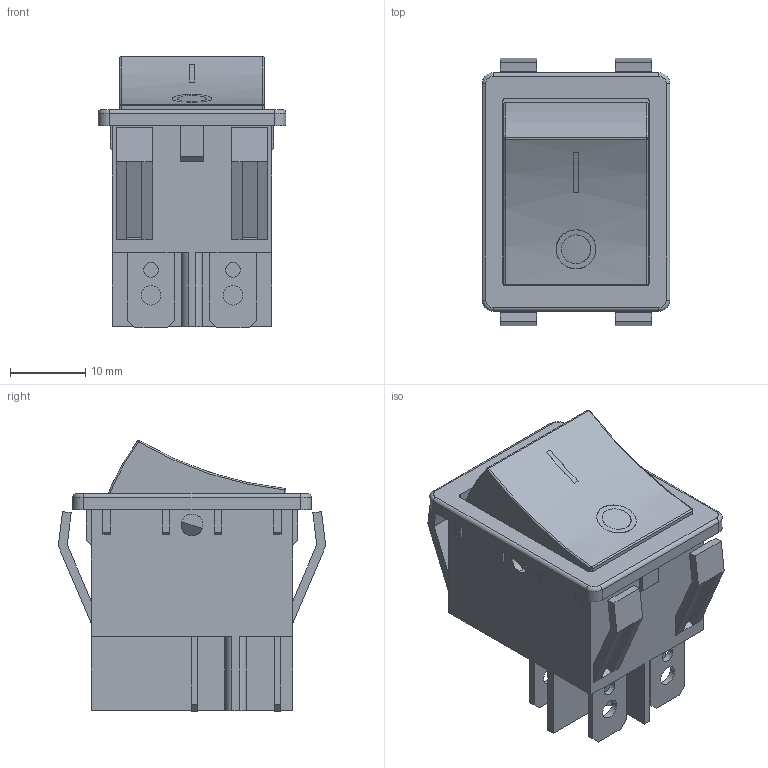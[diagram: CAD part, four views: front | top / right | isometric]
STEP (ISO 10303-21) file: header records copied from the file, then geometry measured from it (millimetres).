
FILE_DESCRIPTION (( 'STEP AP214' ), '1' );
FILE_NAME ('Power Switch R59-5BRBT2-G.STEP', '2025-02-14T08:24:35', ( '' ), ( '' ), 'SwSTEP 2.0', 'SolidWorks 2012', '' );
FILE_SCHEMA (( 'AUTOMOTIVE_DESIGN' ));
Length unit declared in the file: millimetre
Products named in the file (3): Button; Case; Power Switch R59-5BRBT2-G
Assembly tree (2 placements, depth 2):
  Power Switch R59-5BRBT2-G
    Case
    Button
Bounding box: 25 x 35.6 x 36.13 mm (x, y, z)
Volume: 7580.7 mm3; surface area: 8934.1 mm2
Topology: 2 solids, 2 shells, 482 faces, 1271 edges, 832 vertices
Faces by surface type: plane 298, bspline 116, cylinder 54, torus 10, sphere 4
Entity records: 22173 total; most frequent: CARTESIAN_POINT 10154, ORIENTED_EDGE 2526, DIRECTION 1889, EDGE_CURVE 1263, VECTOR 899, LINE 899, VERTEX_POINT 828, EDGE_LOOP 545
